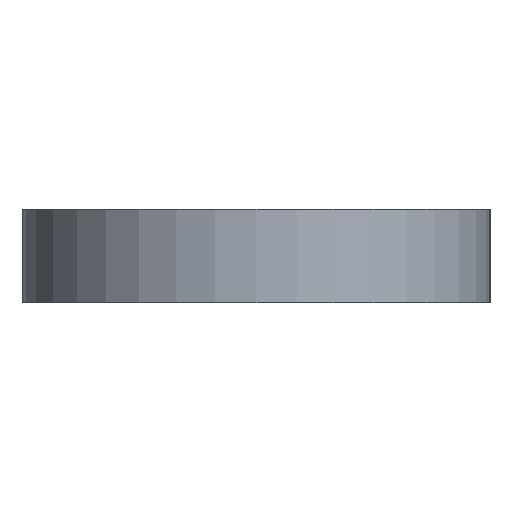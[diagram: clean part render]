
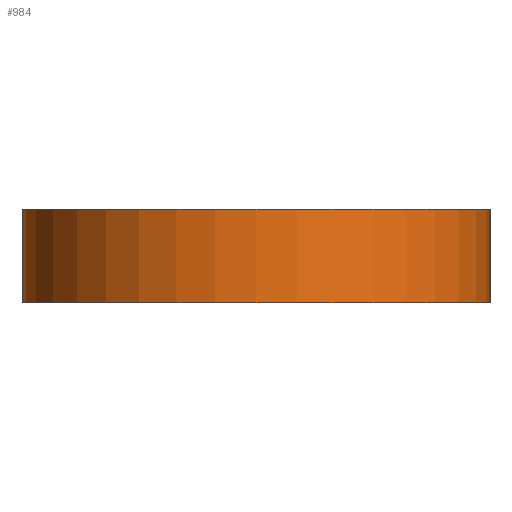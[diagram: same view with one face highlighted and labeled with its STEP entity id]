
A CAD part, left-side view. The second image highlights one B-rep face of the part: STEP entity #984.
In plain terms, the highlighted cylindrical face has radius 1.27 mm (diameter 2.54 mm), a partial arc.
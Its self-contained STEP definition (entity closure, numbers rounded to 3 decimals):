
#3=CARTESIAN_POINT('POINT2',(-10.16,0.,-0.508));
#4=VERTEX_POINT('VERTEX2',#3);
#20=CARTESIAN_POINT('POINT4',(-10.16,-2.54,-0.508));
#21=VERTEX_POINT('VERTEX4',#20);
#28=CARTESIAN_POINT('POS4',(-10.16,-1.27,-0.508));
#29=DIRECTION('DIR5',(0.,0.,1.));
#30=DIRECTION('DIR6',(0.,1.,0.));
#31=AXIS2_PLACEMENT_3D('AXIS2',#28,#29,#30);
#32=CIRCLE('ELLIPSE2',#31,1.27);
#33=EDGE_CURVE('EDGE4',#4,#21,#32,.T.);
#953=CARTESIAN_POINT('POINT61',(-10.16,0.,0.));
#954=VERTEX_POINT('VERTEX61',#953);
#955=CARTESIAN_POINT('POS118',(-10.16,0.,0.));
#956=DIRECTION('DIR157',(0.,0.,-1.));
#957=VECTOR('VEC79',#956,1.);
#958=LINE('STRAIGHT79',#955,#957);
#959=EDGE_CURVE('EDGE89',#954,#4,#958,.T.);
#960=ORIENTED_EDGE('COEDGE145',*,*,#959,.T.);
#961=ORIENTED_EDGE('COEDGE146',*,*,#33,.T.);
#962=CARTESIAN_POINT('POINT62',(-10.16,-2.54,0.));
#963=VERTEX_POINT('VERTEX62',#962);
#964=CARTESIAN_POINT('POS119',(-10.16,-2.54,0.));
#965=DIRECTION('DIR158',(0.,0.,-1.));
#966=VECTOR('VEC80',#965,1.);
#967=LINE('STRAIGHT80',#964,#966);
#968=EDGE_CURVE('EDGE90',#963,#21,#967,.T.);
#969=ORIENTED_EDGE('COEDGE147',*,*,#968,.F.);
#970=CARTESIAN_POINT('POS120',(-10.16,-1.27,0.));
#971=DIRECTION('DIR159',(0.,0.,1.));
#972=DIRECTION('DIR160',(0.,1.,0.));
#973=AXIS2_PLACEMENT_3D('AXIS40',#970,#971,#972);
#974=CIRCLE('ELLIPSE11',#973,1.27);
#975=EDGE_CURVE('EDGE91',#954,#963,#974,.T.);
#976=ORIENTED_EDGE('COEDGE148',*,*,#975,.F.);
#977=EDGE_LOOP('NONE',(#960,#961,#969,#976));
#978=FACE_BOUND('LOOP1',#977,.T.);
#979=CARTESIAN_POINT('POS121',(-10.16,-1.27,-0.254));
#980=DIRECTION('DIR161',(0.,0.,1.));
#981=DIRECTION('DIR162',(0.,1.,0.));
#982=AXIS2_PLACEMENT_3D('AXIS41',#979,#980,#981);
#983=CYLINDRICAL_SURFACE('CONE_SURF5',#982,1.27);
#984=ADVANCED_FACE('FACE30',(#978),#983,.T.);
